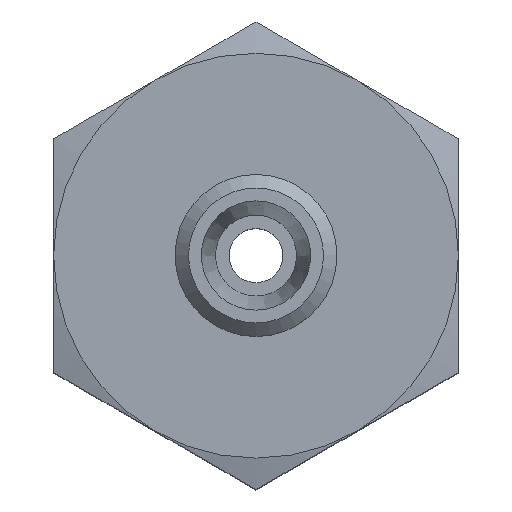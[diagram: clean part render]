
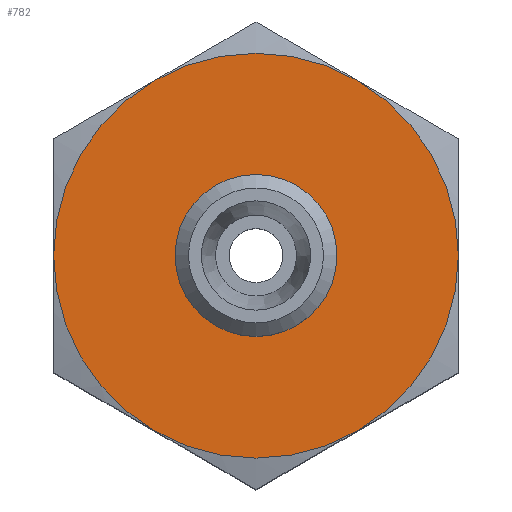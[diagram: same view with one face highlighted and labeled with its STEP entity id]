
A CAD part, top view. The second image highlights one B-rep face of the part: STEP entity #782.
In plain terms, the highlighted planar face has unit normal (0, 0, 1).
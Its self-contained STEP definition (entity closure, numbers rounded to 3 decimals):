
#353=CARTESIAN_POINT('',(15.,0.,25.0));
#354=VERTEX_POINT('',#353);
#407=CARTESIAN_POINT('',(7.5,12.99,25.0));
#408=VERTEX_POINT('',#407);
#454=CARTESIAN_POINT('',(-7.5,12.99,25.0));
#455=VERTEX_POINT('',#454);
#501=CARTESIAN_POINT('',(-15.,0.,25.0));
#502=VERTEX_POINT('',#501);
#711=CARTESIAN_POINT('',(5.85,0.,25.0));
#712=VERTEX_POINT('',#711);
#713=CARTESIAN_POINT('',(0.,0.,25.0));
#714=DIRECTION('',(0.0,0.0,1.0));
#715=DIRECTION('',(-1.0,0.0,0.0));
#716=AXIS2_PLACEMENT_3D('',#713,#714,#715);
#717=CIRCLE('',#716,5.85);
#718=EDGE_CURVE('',#712,#712,#717,.T.);
#726=CARTESIAN_POINT('',(0.,0.,25.0));
#727=DIRECTION('',(0.0,0.0,1.0));
#728=DIRECTION('',(1.0,0.0,0.0));
#729=AXIS2_PLACEMENT_3D('',#726,#727,#728);
#730=PLANE('',#729);
#731=CARTESIAN_POINT('',(0.,0.,25.0));
#732=DIRECTION('',(0.0,0.0,1.0));
#733=DIRECTION('',(-1.0,0.0,0.0));
#734=AXIS2_PLACEMENT_3D('',#731,#732,#733);
#735=CIRCLE('',#734,15.);
#736=EDGE_CURVE('',#354,#408,#735,.T.);
#737=ORIENTED_EDGE('',*,*,#736,.T.);
#738=CARTESIAN_POINT('',(0.,0.,25.0));
#739=DIRECTION('',(0.0,0.0,1.0));
#740=DIRECTION('',(-1.0,0.0,0.0));
#741=AXIS2_PLACEMENT_3D('',#738,#739,#740);
#742=CIRCLE('',#741,15.);
#743=EDGE_CURVE('',#408,#455,#742,.T.);
#744=ORIENTED_EDGE('',*,*,#743,.T.);
#745=CARTESIAN_POINT('',(0.,0.,25.0));
#746=DIRECTION('',(0.0,0.0,1.0));
#747=DIRECTION('',(-1.0,0.0,0.0));
#748=AXIS2_PLACEMENT_3D('',#745,#746,#747);
#749=CIRCLE('',#748,15.);
#750=EDGE_CURVE('',#455,#502,#749,.T.);
#751=ORIENTED_EDGE('',*,*,#750,.T.);
#752=CARTESIAN_POINT('',(-7.5,-12.99,25.0));
#753=VERTEX_POINT('',#752);
#754=CARTESIAN_POINT('',(0.,0.,25.0));
#755=DIRECTION('',(0.0,0.0,1.0));
#756=DIRECTION('',(-1.0,0.0,0.0));
#757=AXIS2_PLACEMENT_3D('',#754,#755,#756);
#758=CIRCLE('',#757,15.);
#759=EDGE_CURVE('',#502,#753,#758,.T.);
#760=ORIENTED_EDGE('',*,*,#759,.T.);
#761=CARTESIAN_POINT('',(7.5,-12.99,25.0));
#762=VERTEX_POINT('',#761);
#763=CARTESIAN_POINT('',(0.,0.,25.0));
#764=DIRECTION('',(0.0,0.0,1.0));
#765=DIRECTION('',(-1.0,0.0,0.0));
#766=AXIS2_PLACEMENT_3D('',#763,#764,#765);
#767=CIRCLE('',#766,15.);
#768=EDGE_CURVE('',#753,#762,#767,.T.);
#769=ORIENTED_EDGE('',*,*,#768,.T.);
#770=CARTESIAN_POINT('',(0.,0.,25.0));
#771=DIRECTION('',(0.0,0.0,1.0));
#772=DIRECTION('',(-1.0,0.0,0.0));
#773=AXIS2_PLACEMENT_3D('',#770,#771,#772);
#774=CIRCLE('',#773,15.);
#775=EDGE_CURVE('',#762,#354,#774,.T.);
#776=ORIENTED_EDGE('',*,*,#775,.T.);
#777=EDGE_LOOP('',(#737,#744,#751,#760,#769,#776));
#778=FACE_OUTER_BOUND('',#777,.T.);
#779=ORIENTED_EDGE('',*,*,#718,.F.);
#780=EDGE_LOOP('',(#779));
#781=FACE_BOUND('',#780,.T.);
#782=ADVANCED_FACE('',(#778,#781),#730,.T.);
